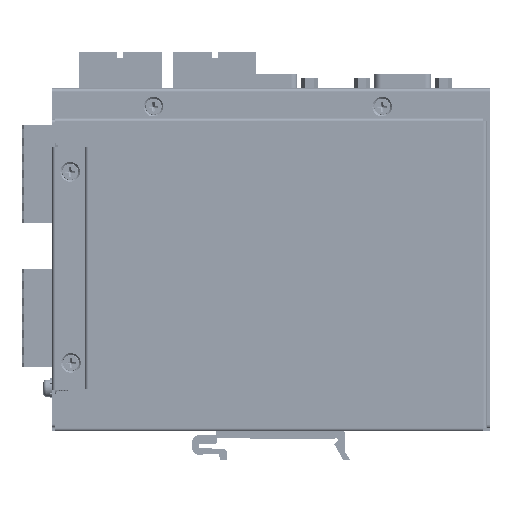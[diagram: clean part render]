
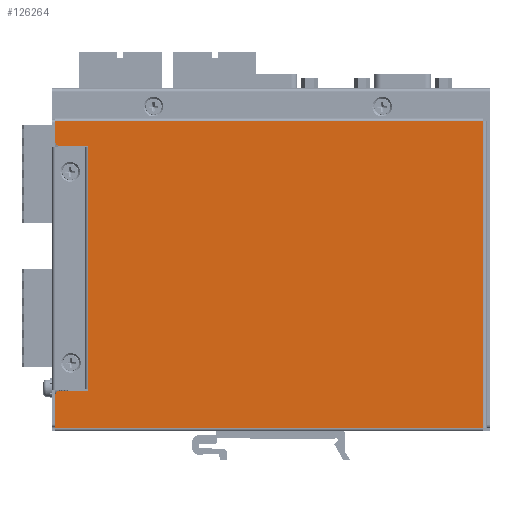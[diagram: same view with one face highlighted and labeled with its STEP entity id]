
A CAD part, front view. The second image highlights one B-rep face of the part: STEP entity #126264.
In plain terms, the highlighted planar face has unit normal (0, -1, 0).
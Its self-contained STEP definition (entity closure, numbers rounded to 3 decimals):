
#9016=DIRECTION('',(0.,0.,1.));
#9017=VECTOR('',#9016,0.764);
#9018=CARTESIAN_POINT('',(-65.8,-8.,-53.2));
#9019=LINE('',#9018,#9017);
#10639=DIRECTION('',(0.,0.001,-1.));
#10640=VECTOR('',#10639,6.452);
#10641=CARTESIAN_POINT('',(-65.8,-8.003,40.702));
#10642=LINE('',#10641,#10640);
#10643=DIRECTION('',(0.,0.,-1.));
#10644=VECTOR('',#10643,9.686);
#10645=CARTESIAN_POINT('',(-65.8,-8.,-42.75));
#10646=LINE('',#10645,#10644);
#10647=CARTESIAN_POINT('',(-64.8,-8.,-42.75));
#10648=DIRECTION('',(0.,-1.,0.));
#10649=DIRECTION('',(0.,0.,1.));
#10650=AXIS2_PLACEMENT_3D('',#10647,#10648,#10649);
#10652=DIRECTION('',(-1.,0.,0.));
#10653=VECTOR('',#10652,8.);
#10654=CARTESIAN_POINT('',(-56.8,-8.,-41.75));
#10655=LINE('',#10654,#10653);
#10656=DIRECTION('',(-1.,0.,0.));
#10657=VECTOR('',#10656,1.1);
#10658=CARTESIAN_POINT('',(-55.7,-8.,-41.75));
#10659=LINE('',#10658,#10657);
#10660=DIRECTION('',(0.,0.,-1.));
#10661=VECTOR('',#10660,0.5);
#10662=CARTESIAN_POINT('',(-55.7,-8.,-41.25));
#10663=LINE('',#10662,#10661);
#10664=DIRECTION('',(1.,0.,0.));
#10665=VECTOR('',#10664,0.1);
#10666=CARTESIAN_POINT('',(-55.8,-8.,-41.25));
#10667=LINE('',#10666,#10665);
#10668=DIRECTION('',(-1.,0.,0.));
#10669=VECTOR('',#10668,0.1);
#10670=CARTESIAN_POINT('',(-55.7,-8.,32.75));
#10671=LINE('',#10670,#10669);
#10672=DIRECTION('',(0.,0.,-1.));
#10673=VECTOR('',#10672,0.5);
#10674=CARTESIAN_POINT('',(-55.7,-8.,33.25));
#10675=LINE('',#10674,#10673);
#10676=DIRECTION('',(1.,0.,0.));
#10677=VECTOR('',#10676,1.1);
#10678=CARTESIAN_POINT('',(-56.8,-8.,33.25));
#10679=LINE('',#10678,#10677);
#10680=DIRECTION('',(1.,0.,0.));
#10681=VECTOR('',#10680,8.);
#10682=CARTESIAN_POINT('',(-64.8,-8.,33.25));
#10683=LINE('',#10682,#10681);
#10684=CARTESIAN_POINT('',(-64.8,-8.,34.25));
#10685=DIRECTION('',(0.,-1.,0.));
#10686=DIRECTION('',(-1.,0.,0.));
#10687=AXIS2_PLACEMENT_3D('',#10684,#10685,#10686);
#10698=DIRECTION('',(1.,0.,0.));
#10699=VECTOR('',#10698,131.);
#10700=CARTESIAN_POINT('',(-65.8,-8.003,40.702));
#10701=LINE('',#10700,#10699);
#10906=DIRECTION('',(0.,0.,-1.));
#10907=VECTOR('',#10906,93.9);
#10908=CARTESIAN_POINT('',(65.2,-8.,40.7));
#10909=LINE('',#10908,#10907);
#10918=DIRECTION('',(-1.,0.,0.));
#10919=VECTOR('',#10918,131.);
#10920=CARTESIAN_POINT('',(65.2,-8.,-53.2));
#10921=LINE('',#10920,#10919);
#12445=DIRECTION('',(0.,0.,1.));
#12446=VECTOR('',#12445,74.);
#12447=CARTESIAN_POINT('',(-55.8,-8.,-41.25));
#12448=LINE('',#12447,#12446);
#102621=CARTESIAN_POINT('',(65.2,-8.,-53.2));
#102622=VERTEX_POINT('',#102621);
#102623=CARTESIAN_POINT('',(-65.8,-8.,-53.2));
#102624=VERTEX_POINT('',#102623);
#102669=CARTESIAN_POINT('',(-64.8,-8.,-41.75));
#102670=VERTEX_POINT('',#102669);
#102702=CARTESIAN_POINT('',(-56.8,-8.,-41.75));
#102703=VERTEX_POINT('',#102702);
#102721=CARTESIAN_POINT('',(65.2,-8.,40.7));
#102722=VERTEX_POINT('',#102721);
#102731=CARTESIAN_POINT('',(-55.7,-8.,-41.75));
#102732=VERTEX_POINT('',#102731);
#102765=CARTESIAN_POINT('',(-55.7,-8.,-41.25));
#102766=VERTEX_POINT('',#102765);
#102789=CARTESIAN_POINT('',(-55.8,-8.,-41.25));
#102790=VERTEX_POINT('',#102789);
#102793=CARTESIAN_POINT('',(-64.8,-8.,33.25));
#102794=VERTEX_POINT('',#102793);
#102821=CARTESIAN_POINT('',(-56.8,-8.,33.25));
#102822=VERTEX_POINT('',#102821);
#102837=CARTESIAN_POINT('',(-55.8,-8.,32.75));
#102838=VERTEX_POINT('',#102837);
#102839=CARTESIAN_POINT('',(-55.7,-8.,32.75));
#102840=VERTEX_POINT('',#102839);
#102843=CARTESIAN_POINT('',(-55.7,-8.,33.25));
#102844=VERTEX_POINT('',#102843);
#112689=CARTESIAN_POINT('',(-65.8,-8.,-52.436));
#112691=VERTEX_POINT('',#112689);
#112693=CARTESIAN_POINT('',(-65.8,-8.,-42.75));
#112694=VERTEX_POINT('',#112693);
#112695=CARTESIAN_POINT('',(-65.8,-8.003,40.702));
#112696=CARTESIAN_POINT('',(-65.8,-8.,34.25));
#112697=VERTEX_POINT('',#112695);
#112698=VERTEX_POINT('',#112696);
#126227=CARTESIAN_POINT('',(1.2,-8.,-1.75));
#126228=DIRECTION('',(0.,1.,0.));
#126229=DIRECTION('',(1.,0.,0.));
#126230=AXIS2_PLACEMENT_3D('',#126227,#126228,#126229);
#126231=PLANE('',#126230);
#126232=ORIENTED_EDGE('',*,*,#125607,.F.);
#126234=ORIENTED_EDGE('',*,*,#126233,.T.);
#126236=ORIENTED_EDGE('',*,*,#126235,.T.);
#126238=ORIENTED_EDGE('',*,*,#126237,.T.);
#126239=ORIENTED_EDGE('',*,*,#124323,.T.);
#126240=ORIENTED_EDGE('',*,*,#125592,.F.);
#126242=ORIENTED_EDGE('',*,*,#126241,.F.);
#126244=ORIENTED_EDGE('',*,*,#126243,.F.);
#126246=ORIENTED_EDGE('',*,*,#126245,.F.);
#126248=ORIENTED_EDGE('',*,*,#126247,.F.);
#126250=ORIENTED_EDGE('',*,*,#126249,.F.);
#126252=ORIENTED_EDGE('',*,*,#126251,.T.);
#126254=ORIENTED_EDGE('',*,*,#126253,.F.);
#126256=ORIENTED_EDGE('',*,*,#126255,.F.);
#126258=ORIENTED_EDGE('',*,*,#126257,.F.);
#126260=ORIENTED_EDGE('',*,*,#126259,.F.);
#126261=ORIENTED_EDGE('',*,*,#126212,.F.);
#126262=EDGE_LOOP('',(#126232,#126234,#126236,#126238,#126239,#126240,#126242,
#126244,#126246,#126248,#126250,#126252,#126254,#126256,#126258,#126260,
#126261));
#126263=FACE_OUTER_BOUND('',#126262,.F.);
#10651=CIRCLE('',#10650,1.);
#10688=CIRCLE('',#10687,1.);
#124323=EDGE_CURVE('',#102624,#112691,#9019,.T.);
#125592=EDGE_CURVE('',#112694,#112691,#10646,.T.);
#125607=EDGE_CURVE('',#112697,#112698,#10642,.T.);
#126212=EDGE_CURVE('',#112698,#102794,#10688,.T.);
#126233=EDGE_CURVE('',#112697,#102722,#10701,.T.);
#126235=EDGE_CURVE('',#102722,#102622,#10909,.T.);
#126237=EDGE_CURVE('',#102622,#102624,#10921,.T.);
#126241=EDGE_CURVE('',#102670,#112694,#10651,.T.);
#126243=EDGE_CURVE('',#102703,#102670,#10655,.T.);
#126245=EDGE_CURVE('',#102732,#102703,#10659,.T.);
#126247=EDGE_CURVE('',#102766,#102732,#10663,.T.);
#126249=EDGE_CURVE('',#102790,#102766,#10667,.T.);
#126251=EDGE_CURVE('',#102790,#102838,#12448,.T.);
#126253=EDGE_CURVE('',#102840,#102838,#10671,.T.);
#126255=EDGE_CURVE('',#102844,#102840,#10675,.T.);
#126257=EDGE_CURVE('',#102822,#102844,#10679,.T.);
#126259=EDGE_CURVE('',#102794,#102822,#10683,.T.);
#126264=ADVANCED_FACE('',(#126263),#126231,.F.);
